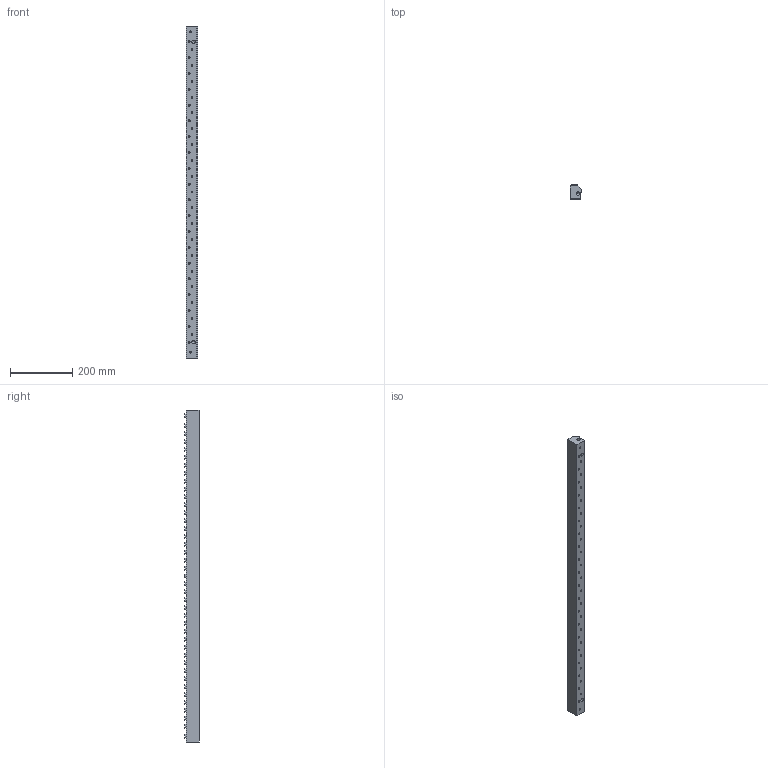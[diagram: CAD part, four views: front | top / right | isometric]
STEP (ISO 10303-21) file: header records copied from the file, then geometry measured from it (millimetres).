
FILE_DESCRIPTION((''),'2;1');
FILE_NAME('110042-PVDF.stp','2013-05-29T13:00:31',('benzil estridge'),(''),'Autodesk Inventor 2012','Autodesk Inventor 2012','');
FILE_SCHEMA(('AUTOMOTIVE_DESIGN { 1 0 10303 214 1 1 1 1 }'));
Length unit declared in the file: inch
Products named in the file (1): 110042-PVDF
Bounding box: 36.53 x 45.21 x 1066.8 mm (x, y, z)
Volume: 1409814 mm3; surface area: 202915.6 mm2
Topology: 1 solids, 1 shells, 388 faces, 949 edges, 645 vertices
Faces by surface type: plane 339, cylinder 45, cone 4
Full cylindrical faces by diameter (mm): 6.35 x41, 11.113 x4
Entity records: 10677 total; most frequent: CARTESIAN_POINT 1844, DIRECTION 1723, ORIENTED_EDGE 1710, EDGE_CURVE 855, VECTOR 765, LINE 765, VERTEX_POINT 600, EDGE_LOOP 519
